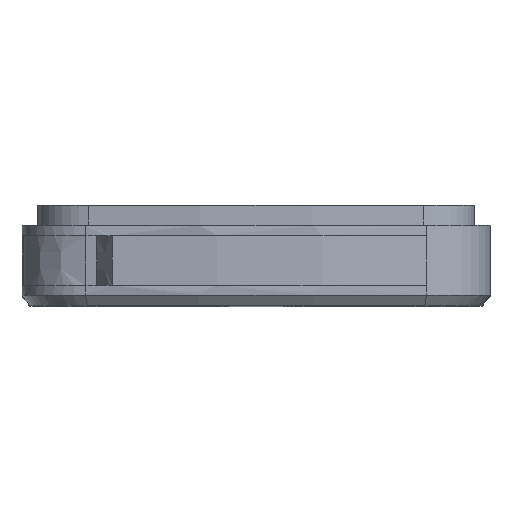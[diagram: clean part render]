
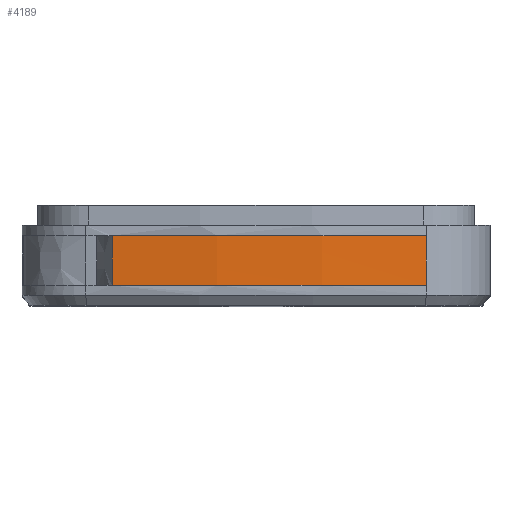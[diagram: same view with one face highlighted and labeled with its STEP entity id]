
A CAD part, top view. The second image highlights one B-rep face of the part: STEP entity #4189.
In plain terms, the highlighted free-form (B-spline) face has degree [3, 3] with [4, 4] control points.
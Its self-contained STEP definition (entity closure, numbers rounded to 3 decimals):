
#335=FACE_OUTER_BOUND('',#572,.T.);
#572=EDGE_LOOP('',(#3300,#3301,#3302,#3303));
#819=CIRCLE('',#4531,62.863);
#820=CIRCLE('',#4532,62.873);
#1117=LINE('',#12187,#1526);
#1150=LINE('',#12361,#1559);
#1526=VECTOR('',#5272,10.);
#1559=VECTOR('',#5371,10.);
#1956=VERTEX_POINT('',#12184);
#1957=VERTEX_POINT('',#12186);
#1992=VERTEX_POINT('',#12358);
#1993=VERTEX_POINT('',#12360);
#2443=EDGE_CURVE('',#1956,#1957,#1117,.T.);
#2495=EDGE_CURVE('',#1956,#1992,#819,.T.);
#2496=EDGE_CURVE('',#1992,#1993,#1150,.T.);
#2497=EDGE_CURVE('',#1957,#1993,#820,.T.);
#3300=ORIENTED_EDGE('',*,*,#2443,.F.);
#3301=ORIENTED_EDGE('',*,*,#2495,.T.);
#3302=ORIENTED_EDGE('',*,*,#2496,.T.);
#3303=ORIENTED_EDGE('',*,*,#2497,.F.);
#4051=B_SPLINE_SURFACE_WITH_KNOTS('',3,3,((#12342,#12343,#12344,#12345),
(#12346,#12347,#12348,#12349),(#12350,#12351,#12352,#12353),(#12354,#12355,
#12356,#12357)),.UNSPECIFIED.,.F.,.F.,.F.,(4,4),(4,4),(0.,1.),(0.,1.),
 .UNSPECIFIED.);
#4189=ADVANCED_FACE('',(#335),#4051,.F.);
#4531=AXIS2_PLACEMENT_3D('',#12359,#5369,#5370);
#4532=AXIS2_PLACEMENT_3D('',#12362,#5372,#5373);
#5272=DIRECTION('',(-0.001,1.,-0.009));
#5369=DIRECTION('center_axis',(0.,1.,0.));
#5370=DIRECTION('ref_axis',(0.,0.,1.));
#5371=DIRECTION('',(0.,1.,0.));
#5372=DIRECTION('center_axis',(0.,1.,
0.));
#5373=DIRECTION('ref_axis',(-0.001,0.,1.));
#12184=CARTESIAN_POINT('',(-9.493,1.305,28.744));
#12186=CARTESIAN_POINT('',(-9.497,4.599,28.715));
#12187=CARTESIAN_POINT('',(-9.493,1.305,28.744));
#12342=CARTESIAN_POINT('Ctrl Pts',(-9.493,1.305,28.744));
#12343=CARTESIAN_POINT('Ctrl Pts',(-2.627,1.305,29.793));
#12344=CARTESIAN_POINT('Ctrl Pts',(4.414,1.305,29.693));
#12345=CARTESIAN_POINT('Ctrl Pts',(11.249,1.305,28.45));
#12346=CARTESIAN_POINT('Ctrl Pts',(-9.495,2.403,28.734));
#12347=CARTESIAN_POINT('Ctrl Pts',(-2.628,2.403,29.786));
#12348=CARTESIAN_POINT('Ctrl Pts',(4.413,2.404,29.69));
#12349=CARTESIAN_POINT('Ctrl Pts',(11.249,2.405,28.45));
#12350=CARTESIAN_POINT('Ctrl Pts',(-9.496,3.501,28.724));
#12351=CARTESIAN_POINT('Ctrl Pts',(-2.629,3.502,29.78));
#12352=CARTESIAN_POINT('Ctrl Pts',(4.412,3.503,29.687));
#12353=CARTESIAN_POINT('Ctrl Pts',(11.249,3.505,28.45));
#12354=CARTESIAN_POINT('Ctrl Pts',(-9.497,4.599,28.715));
#12355=CARTESIAN_POINT('Ctrl Pts',(-2.631,4.601,29.773));
#12356=CARTESIAN_POINT('Ctrl Pts',(4.412,4.603,29.684));
#12357=CARTESIAN_POINT('Ctrl Pts',(11.249,4.605,28.45));
#12358=CARTESIAN_POINT('',(11.249,1.305,28.45));
#12359=CARTESIAN_POINT('Origin',(0.,1.305,-33.398));
#12360=CARTESIAN_POINT('',(11.249,4.605,28.45));
#12361=CARTESIAN_POINT('',(11.249,4.605,28.45));
#12362=CARTESIAN_POINT('Origin',(0.085,4.602,-33.424));
